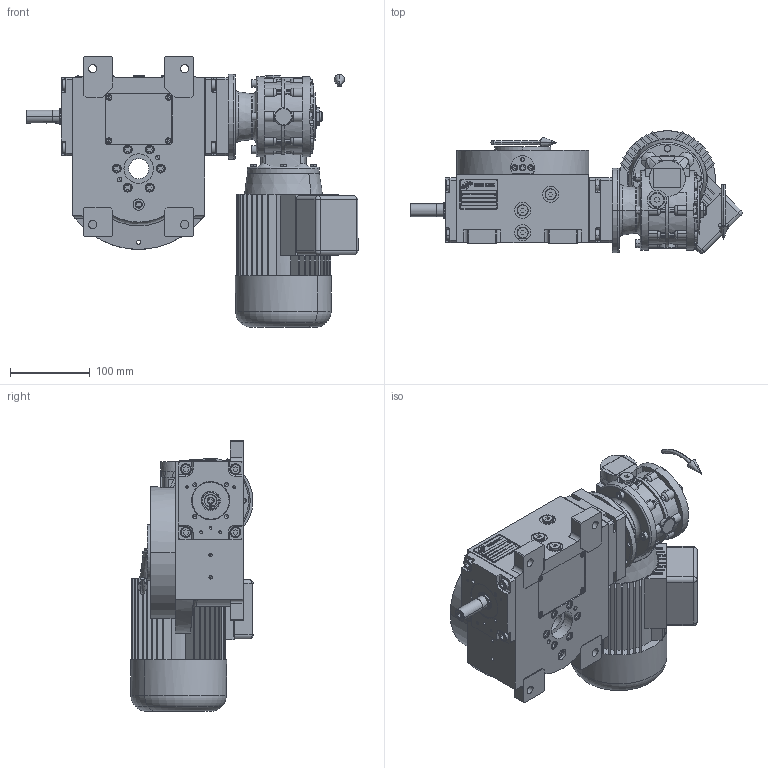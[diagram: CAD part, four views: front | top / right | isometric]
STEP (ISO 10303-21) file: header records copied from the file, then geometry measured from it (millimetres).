
FILE_DESCRIPTION (( 'STEP AP203' ), '1' );
FILE_NAME ('PC5201981.step', '2026-03-26T07:39:36', ( '' ), ( '' ), 'SwSTEP 2.0', 'SolidWorks 2020', '' );
FILE_SCHEMA (( 'CONFIG_CONTROL_DESIGN' ));
Length unit declared in the file: millimetre
Products named in the file (85): AS_cfn2476_01_001_48x38; cfn2128_04_011; cfn2000_01_129; cfn2000_01_147; cfn2000_01_151; rig04_001_a_s_012; RMI40_F1_LCB_DX_63B14; rig04_004; AS_rig04_015; cfn2476_01_001_48x38; cfn2155_01_186; rig04_071_12_m.stp; rig04_015; cfn2003_01_063; AS_rig04_004_s_002; cfn2151_01_087; cfn2070_05_001; rig04_004_s_001; CFN2000_01_185.stp; rig04_004_s_002; cfn2115_02_182; cfn2151_01_092; AS_rig04_002_bl_004; freccia_angolare; olio_agip_blasia_150; rig04_014_s_001; rig04_003_12; cfn2151_01_162; CFN2223_01-390X6-B.stp; cfn2107_01_001; CFN2155_01_007.stp; AS_900_38_30_003; freccia_angolare_albero; RIG06_021_AF0.stp; AS_rig04_071_12_m; CFN2356_03_051.stp; CFN2010_01_006.stp; AS_rig04_014_s_001; CFN2010_02_002.stp; PC5201981 ...
Assembly tree (77 placements, depth 5):
  cfn2151_01_087
  cfn2151_01_092
  olio_agip_blasia_150
  cfn2151_01_162
  CFN2223_01-390X6-B.stp
Bounding box: 415.37 x 153.37 x 338.5 mm (x, y, z)
Volume: 3964309.8 mm3; surface area: 762016.2 mm2
Topology: 80 solids, 80 shells, 3760 faces, 9416 edges, 6024 vertices
Faces by surface type: plane 1842, cylinder 1232, cone 521, torus 137, bspline 18, sphere 10
Entity records: 127351 total; most frequent: CARTESIAN_POINT 29802, DIRECTION 18896, ORIENTED_EDGE 18182, EDGE_CURVE 9091, AXIS2_PLACEMENT_3D 6822, VERTEX_POINT 5879, LINE 5252, VECTOR 5252
